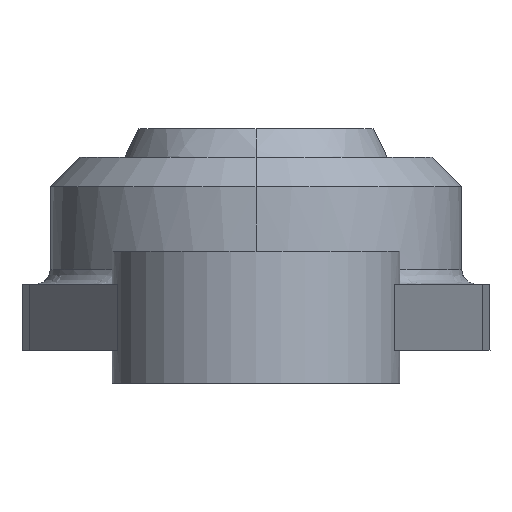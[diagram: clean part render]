
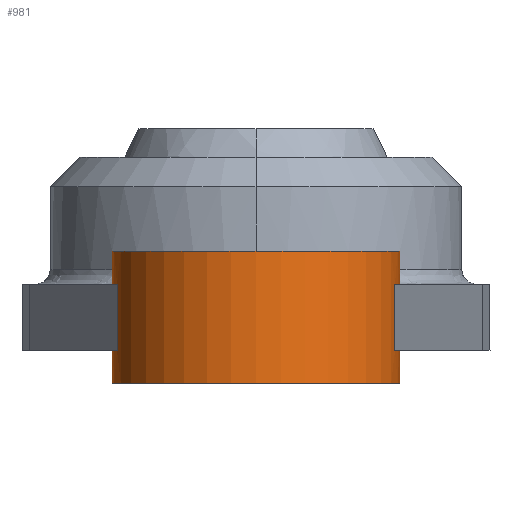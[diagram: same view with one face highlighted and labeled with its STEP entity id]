
A CAD part, left-side view. The second image highlights one B-rep face of the part: STEP entity #981.
In plain terms, the highlighted cylindrical face has radius 4.9 mm (diameter 9.8 mm), a partial arc.
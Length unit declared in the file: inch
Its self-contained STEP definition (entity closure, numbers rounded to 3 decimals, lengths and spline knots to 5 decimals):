
#7 = LINE ( 'NONE', #691, #2927 ) ;
#20 = ORIENTED_EDGE ( 'NONE', *, *, #308, .T. ) ;
#101 = VERTEX_POINT ( 'NONE', #422 ) ;
#116 = DIRECTION ( 'NONE',  ( 0., 0., -1. ) ) ;
#154 = CIRCLE ( 'NONE', #2494, 0.19291 ) ;
#182 = ORIENTED_EDGE ( 'NONE', *, *, #1243, .F. ) ;
#231 = LINE ( 'NONE', #1185, #2438 ) ;
#236 = VERTEX_POINT ( 'NONE', #1133 ) ;
#244 = DIRECTION ( 'NONE',  ( 1., 0., 0. ) ) ;
#308 = EDGE_CURVE ( 'NONE', #917, #398, #2698, .T. ) ;
#332 = DIRECTION ( 'NONE',  ( 0., 0., -1. ) ) ;
#358 = CARTESIAN_POINT ( 'NONE',  ( -0.47244, 0., 0.17717 ) ) ;
#398 = VERTEX_POINT ( 'NONE', #780 ) ;
#402 = CARTESIAN_POINT ( 'NONE',  ( -0.52228, -0.18637, 0.13287 ) ) ;
#422 = CARTESIAN_POINT ( 'NONE',  ( -0.47244, 0.19291, 0.17717 ) ) ;
#438 = CIRCLE ( 'NONE', #1985, 0.19291 ) ;
#446 = EDGE_CURVE ( 'NONE', #2627, #101, #2663, .T. ) ;
#458 = CIRCLE ( 'NONE', #2492, 0.19291 ) ;
#503 = DIRECTION ( 'NONE',  ( 0., 0., 1. ) ) ;
#507 = VERTEX_POINT ( 'NONE', #402 ) ;
#508 = CIRCLE ( 'NONE', #1145, 0.19291 ) ;
#520 = AXIS2_PLACEMENT_3D ( 'NONE', #1529, #116, #1756 ) ;
#533 = CARTESIAN_POINT ( 'NONE',  ( -0.47244, 0.19291, 0. ) ) ;
#592 = DIRECTION ( 'NONE',  ( 1., 0., 0. ) ) ;
#691 = CARTESIAN_POINT ( 'NONE',  ( -0.47244, -0.19291, 0.04429 ) ) ;
#696 = VERTEX_POINT ( 'NONE', #2619 ) ;
#701 = EDGE_CURVE ( 'NONE', #2627, #1708, #438, .T. ) ;
#740 = CARTESIAN_POINT ( 'NONE',  ( -0.47244, 0., 0.13287 ) ) ;
#780 = CARTESIAN_POINT ( 'NONE',  ( -0.52228, -0.18637, 0.04429 ) ) ;
#824 = EDGE_CURVE ( 'NONE', #2601, #1708, #231, .T. ) ;
#831 = FACE_OUTER_BOUND ( 'NONE', #1871, .T. ) ;
#838 = EDGE_CURVE ( 'NONE', #236, #917, #865, .T. ) ;
#853 = VERTEX_POINT ( 'NONE', #1664 ) ;
#865 = LINE ( 'NONE', #3063, #1588 ) ;
#906 = ORIENTED_EDGE ( 'NONE', *, *, #838, .T. ) ;
#917 = VERTEX_POINT ( 'NONE', #2919 ) ;
#981 = ADVANCED_FACE ( 'NONE', ( #831 ), #2685, .T. ) ;
#985 = DIRECTION ( 'NONE',  ( 0., 0., -1. ) ) ;
#1071 = DIRECTION ( 'NONE',  ( 0., 0., -1. ) ) ;
#1089 = EDGE_CURVE ( 'NONE', #1683, #101, #458, .T. ) ;
#1094 = CARTESIAN_POINT ( 'NONE',  ( -0.47244, 0.19291, 0. ) ) ;
#1133 = CARTESIAN_POINT ( 'NONE',  ( -0.47244, -0.19291, 0. ) ) ;
#1145 = AXIS2_PLACEMENT_3D ( 'NONE', #2447, #1071, #1506 ) ;
#1185 = CARTESIAN_POINT ( 'NONE',  ( -0.52228, 0.18637, 0.04429 ) ) ;
#1243 = EDGE_CURVE ( 'NONE', #507, #398, #2852, .T. ) ;
#1253 = EDGE_CURVE ( 'NONE', #1836, #1683, #7, .T. ) ;
#1257 = CARTESIAN_POINT ( 'NONE',  ( -0.47244, 0.19291, 0.13287 ) ) ;
#1260 = ORIENTED_EDGE ( 'NONE', *, *, #1253, .T. ) ;
#1291 = CARTESIAN_POINT ( 'NONE',  ( -0.52228, 0.18637, 0.13287 ) ) ;
#1350 = VECTOR ( 'NONE', #2137, 39.37008 ) ;
#1392 = ORIENTED_EDGE ( 'NONE', *, *, #2630, .T. ) ;
#1464 = DIRECTION ( 'NONE',  ( 1., 0., 0. ) ) ;
#1475 = CARTESIAN_POINT ( 'NONE',  ( -0.47244, 0., 0.04429 ) ) ;
#1498 = CARTESIAN_POINT ( 'NONE',  ( -0.47244, 0., 0.13287 ) ) ;
#1506 = DIRECTION ( 'NONE',  ( 1., 0., 0. ) ) ;
#1529 = CARTESIAN_POINT ( 'NONE',  ( -0.47244, 0., 0.04429 ) ) ;
#1539 = AXIS2_PLACEMENT_3D ( 'NONE', #2687, #2655, #2911 ) ;
#1556 = CARTESIAN_POINT ( 'NONE',  ( -0.47244, -0.19291, 0.13287 ) ) ;
#1563 = ORIENTED_EDGE ( 'NONE', *, *, #1089, .T. ) ;
#1588 = VECTOR ( 'NONE', #2114, 39.37008 ) ;
#1591 = VECTOR ( 'NONE', #2066, 39.37008 ) ;
#1603 = ORIENTED_EDGE ( 'NONE', *, *, #2641, .F. ) ;
#1614 = CARTESIAN_POINT ( 'NONE',  ( -0.52228, -0.18637, 0.13287 ) ) ;
#1664 = CARTESIAN_POINT ( 'NONE',  ( -0.47244, 0.19291, 0.04429 ) ) ;
#1683 = VERTEX_POINT ( 'NONE', #2187 ) ;
#1693 = CARTESIAN_POINT ( 'NONE',  ( -0.52228, 0.18637, 0.04429 ) ) ;
#1696 = ORIENTED_EDGE ( 'NONE', *, *, #824, .F. ) ;
#1708 = VERTEX_POINT ( 'NONE', #1291 ) ;
#1739 = DIRECTION ( 'NONE',  ( 0., 0., 1. ) ) ;
#1756 = DIRECTION ( 'NONE',  ( 1., 0., 0. ) ) ;
#1772 = EDGE_CURVE ( 'NONE', #2601, #853, #2239, .T. ) ;
#1828 = EDGE_CURVE ( 'NONE', #696, #853, #2098, .T. ) ;
#1836 = VERTEX_POINT ( 'NONE', #1556 ) ;
#1871 = EDGE_LOOP ( 'NONE', ( #1260, #1563, #1877, #1946, #1696, #2778, #2700, #1603, #906, #20, #182, #1392 ) ) ;
#1877 = ORIENTED_EDGE ( 'NONE', *, *, #446, .F. ) ;
#1938 = AXIS2_PLACEMENT_3D ( 'NONE', #1475, #985, #1464 ) ;
#1946 = ORIENTED_EDGE ( 'NONE', *, *, #701, .T. ) ;
#1975 = DIRECTION ( 'NONE',  ( 1., 0., 0. ) ) ;
#1985 = AXIS2_PLACEMENT_3D ( 'NONE', #740, #503, #244 ) ;
#2066 = DIRECTION ( 'NONE',  ( 0., 0., -1. ) ) ;
#2098 = LINE ( 'NONE', #1094, #2677 ) ;
#2114 = DIRECTION ( 'NONE',  ( 0., 0., 1. ) ) ;
#2137 = DIRECTION ( 'NONE',  ( 0., 0., 1. ) ) ;
#2187 = CARTESIAN_POINT ( 'NONE',  ( -0.47244, -0.19291, 0.17717 ) ) ;
#2216 = DIRECTION ( 'NONE',  ( 0., 0., 1. ) ) ;
#2239 = CIRCLE ( 'NONE', #520, 0.19291 ) ;
#2303 = DIRECTION ( 'NONE',  ( 0., 0., 1. ) ) ;
#2438 = VECTOR ( 'NONE', #2809, 39.37008 ) ;
#2447 = CARTESIAN_POINT ( 'NONE',  ( -0.47244, 0., 0. ) ) ;
#2492 = AXIS2_PLACEMENT_3D ( 'NONE', #358, #332, #1975 ) ;
#2494 = AXIS2_PLACEMENT_3D ( 'NONE', #1498, #2216, #592 ) ;
#2601 = VERTEX_POINT ( 'NONE', #1693 ) ;
#2619 = CARTESIAN_POINT ( 'NONE',  ( -0.47244, 0.19291, 0. ) ) ;
#2627 = VERTEX_POINT ( 'NONE', #1257 ) ;
#2630 = EDGE_CURVE ( 'NONE', #507, #1836, #154, .T. ) ;
#2641 = EDGE_CURVE ( 'NONE', #236, #696, #508, .T. ) ;
#2655 = DIRECTION ( 'NONE',  ( 0., 0., 1. ) ) ;
#2663 = LINE ( 'NONE', #533, #1350 ) ;
#2677 = VECTOR ( 'NONE', #1739, 39.37008 ) ;
#2685 = CYLINDRICAL_SURFACE ( 'NONE', #1539, 0.19291 ) ;
#2687 = CARTESIAN_POINT ( 'NONE',  ( -0.47244, 0., 0.04429 ) ) ;
#2698 = CIRCLE ( 'NONE', #1938, 0.19291 ) ;
#2700 = ORIENTED_EDGE ( 'NONE', *, *, #1828, .F. ) ;
#2778 = ORIENTED_EDGE ( 'NONE', *, *, #1772, .T. ) ;
#2809 = DIRECTION ( 'NONE',  ( 0., 0., 1. ) ) ;
#2852 = LINE ( 'NONE', #1614, #1591 ) ;
#2911 = DIRECTION ( 'NONE',  ( 1., 0., 0. ) ) ;
#2919 = CARTESIAN_POINT ( 'NONE',  ( -0.47244, -0.19291, 0.04429 ) ) ;
#2927 = VECTOR ( 'NONE', #2303, 39.37008 ) ;
#3063 = CARTESIAN_POINT ( 'NONE',  ( -0.47244, -0.19291, 0.04429 ) ) ;
